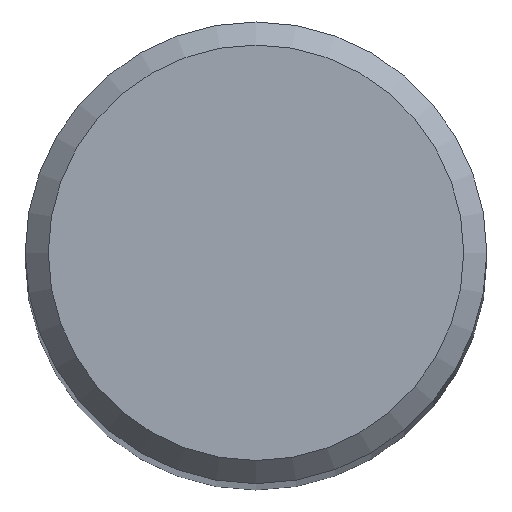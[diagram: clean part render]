
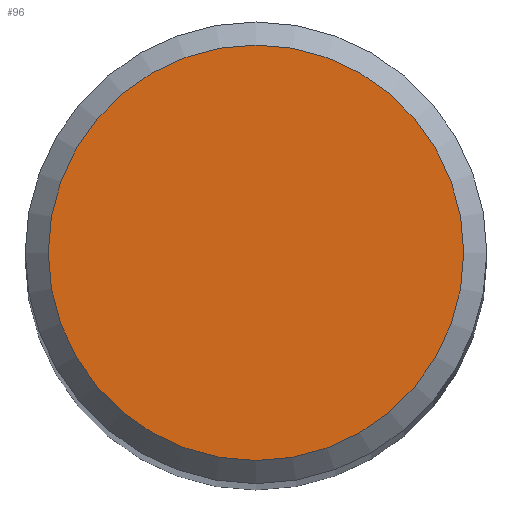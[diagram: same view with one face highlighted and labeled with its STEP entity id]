
A CAD part, top view. The second image highlights one B-rep face of the part: STEP entity #96.
In plain terms, the highlighted planar face has unit normal (0, 0, 1).
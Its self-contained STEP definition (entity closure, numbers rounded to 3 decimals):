
#50 = DIRECTION ( 'NONE',  ( 0., 1., 0. ) ) ;
#62 = DIRECTION ( 'NONE',  ( 0., 1., 0. ) ) ;
#69 = ORIENTED_EDGE ( 'NONE', *, *, #243, .F. ) ;
#74 = CARTESIAN_POINT ( 'NONE',  ( 0., 0., 57. ) ) ;
#90 = AXIS2_PLACEMENT_3D ( 'NONE', #205, #228, #62 ) ;
#96 = ADVANCED_FACE ( 'NONE', ( #207 ), #212, .F. ) ;
#147 = VERTEX_POINT ( 'NONE', #214 ) ;
#155 = CIRCLE ( 'NONE', #170, 2.7 ) ;
#170 = AXIS2_PLACEMENT_3D ( 'NONE', #74, #240, #50 ) ;
#171 = EDGE_LOOP ( 'NONE', ( #69 ) ) ;
#205 = CARTESIAN_POINT ( 'NONE',  ( 0., 0., 57. ) ) ;
#207 = FACE_OUTER_BOUND ( 'NONE', #171, .T. ) ;
#212 = PLANE ( 'NONE',  #90 ) ;
#214 = CARTESIAN_POINT ( 'NONE',  ( 0., 2.7, 57. ) ) ;
#228 = DIRECTION ( 'NONE',  ( 0., 0., -1. ) ) ;
#240 = DIRECTION ( 'NONE',  ( 0., 0., -1. ) ) ;
#243 = EDGE_CURVE ( 'NONE', #147, #147, #155, .T. ) ;
